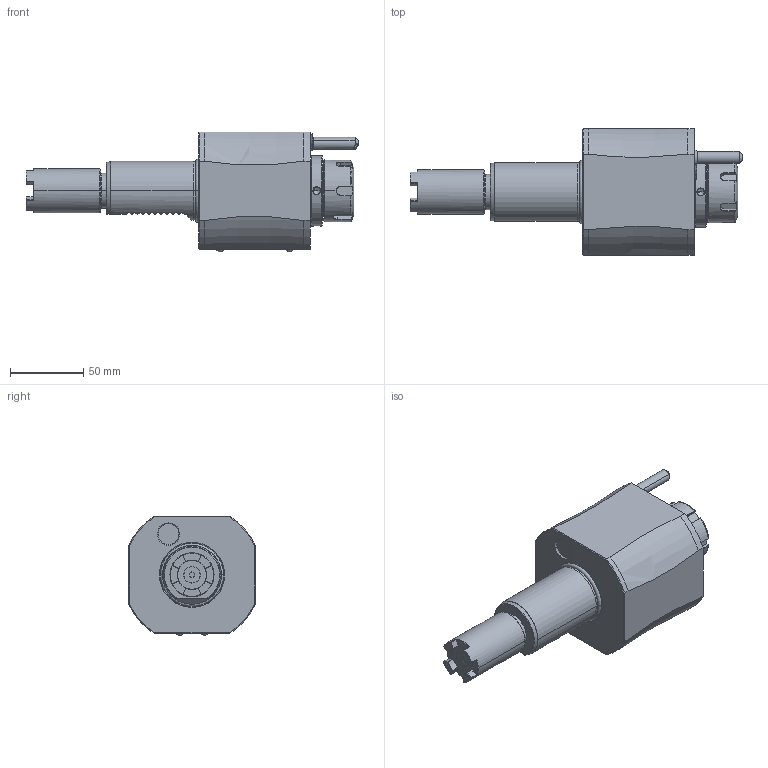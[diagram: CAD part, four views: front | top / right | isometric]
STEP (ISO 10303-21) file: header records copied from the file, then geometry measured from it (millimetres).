
FILE_DESCRIPTION((''),'2;1');
FILE_NAME('NGT1_40_151_25_1B','2017-03-10T',('vali'),('NOVA GRUP'),'PRO/ENGINEER BY PARAMETRIC TECHNOLOGY CORPORATION, 2010280','PRO/ENGINEER BY PARAMETRIC TECHNOLOGY CORPORATION, 2010280','');
FILE_SCHEMA(('CONFIG_CONTROL_DESIGN'));
Length unit declared in the file: millimetre
Products named in the file (1): NGT1_40_151_25_1B
Bounding box: 225.89 x 86 x 81.6 mm (x, y, z)
Volume: 624931.5 mm3; surface area: 56781.6 mm2
Topology: 1 solids, 1 shells, 330 faces, 827 edges, 506 vertices
Faces by surface type: plane 135, cylinder 72, cone 57, bspline 40, torus 20, sphere 6
Entity records: 14033 total; most frequent: CARTESIAN_POINT 6667, ORIENTED_EDGE 1630, DIRECTION 1339, EDGE_CURVE 815, VERTEX_POINT 506, AXIS2_PLACEMENT_3D 486, VECTOR 367, LINE 367
